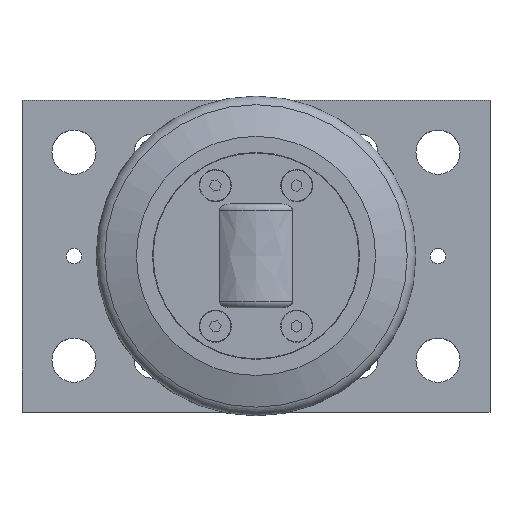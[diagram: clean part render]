
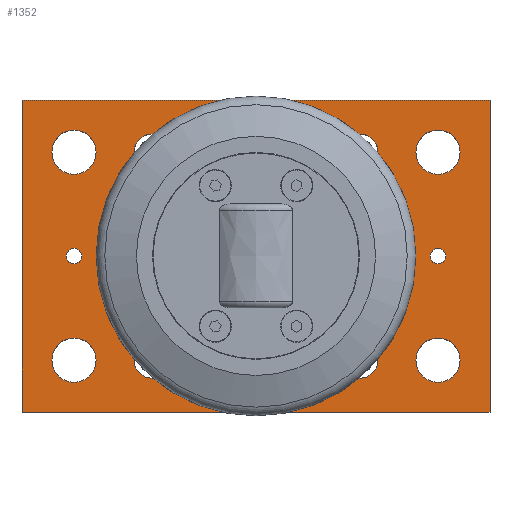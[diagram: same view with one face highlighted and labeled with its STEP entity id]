
A CAD part, top view. The second image highlights one B-rep face of the part: STEP entity #1352.
In plain terms, the highlighted planar face has unit normal (0, 0, 1).
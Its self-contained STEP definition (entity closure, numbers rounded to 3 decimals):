
#56=FACE_BOUND('',#274,.T.);
#57=FACE_BOUND('',#275,.T.);
#58=FACE_BOUND('',#276,.T.);
#59=FACE_BOUND('',#277,.T.);
#60=FACE_BOUND('',#278,.T.);
#61=FACE_BOUND('',#279,.T.);
#62=FACE_BOUND('',#280,.T.);
#63=FACE_BOUND('',#281,.T.);
#64=FACE_BOUND('',#282,.T.);
#65=FACE_BOUND('',#283,.T.);
#66=FACE_BOUND('',#284,.T.);
#117=CIRCLE('',#1478,39.5);
#118=CIRCLE('',#1480,6.918);
#119=CIRCLE('',#1481,6.918);
#120=CIRCLE('',#1482,6.918);
#121=CIRCLE('',#1483,6.918);
#122=CIRCLE('',#1484,6.918);
#123=CIRCLE('',#1485,6.918);
#124=CIRCLE('',#1486,6.918);
#125=CIRCLE('',#1487,6.918);
#126=CIRCLE('',#1488,8.5);
#127=CIRCLE('',#1489,8.5);
#128=CIRCLE('',#1490,8.5);
#129=CIRCLE('',#1491,8.5);
#130=CIRCLE('',#1492,3.);
#131=CIRCLE('',#1493,3.);
#194=FACE_OUTER_BOUND('',#273,.T.);
#273=EDGE_LOOP('',(#1051,#1052,#1053,#1054));
#274=EDGE_LOOP('',(#1055,#1056));
#275=EDGE_LOOP('',(#1057,#1058));
#276=EDGE_LOOP('',(#1059,#1060));
#277=EDGE_LOOP('',(#1061,#1062));
#278=EDGE_LOOP('',(#1063));
#279=EDGE_LOOP('',(#1064));
#280=EDGE_LOOP('',(#1065));
#281=EDGE_LOOP('',(#1066));
#282=EDGE_LOOP('',(#1067));
#283=EDGE_LOOP('',(#1068));
#284=EDGE_LOOP('',(#1069));
#403=LINE('',#2197,#513);
#404=LINE('',#2199,#514);
#405=LINE('',#2201,#515);
#406=LINE('',#2202,#516);
#513=VECTOR('',#1759,10.);
#514=VECTOR('',#1760,10.);
#515=VECTOR('',#1761,10.);
#516=VECTOR('',#1762,10.);
#628=VERTEX_POINT('',#2191);
#629=VERTEX_POINT('',#2195);
#630=VERTEX_POINT('',#2196);
#631=VERTEX_POINT('',#2198);
#632=VERTEX_POINT('',#2200);
#633=VERTEX_POINT('',#2203);
#634=VERTEX_POINT('',#2204);
#635=VERTEX_POINT('',#2207);
#636=VERTEX_POINT('',#2208);
#637=VERTEX_POINT('',#2211);
#638=VERTEX_POINT('',#2212);
#639=VERTEX_POINT('',#2215);
#640=VERTEX_POINT('',#2216);
#641=VERTEX_POINT('',#2219);
#642=VERTEX_POINT('',#2221);
#643=VERTEX_POINT('',#2223);
#644=VERTEX_POINT('',#2225);
#645=VERTEX_POINT('',#2227);
#646=VERTEX_POINT('',#2229);
#790=EDGE_CURVE('',#628,#628,#117,.T.);
#791=EDGE_CURVE('',#629,#630,#403,.T.);
#792=EDGE_CURVE('',#631,#629,#404,.T.);
#793=EDGE_CURVE('',#632,#631,#405,.T.);
#794=EDGE_CURVE('',#630,#632,#406,.T.);
#795=EDGE_CURVE('',#633,#634,#118,.T.);
#796=EDGE_CURVE('',#634,#633,#119,.T.);
#797=EDGE_CURVE('',#635,#636,#120,.T.);
#798=EDGE_CURVE('',#636,#635,#121,.T.);
#799=EDGE_CURVE('',#637,#638,#122,.T.);
#800=EDGE_CURVE('',#638,#637,#123,.T.);
#801=EDGE_CURVE('',#639,#640,#124,.T.);
#802=EDGE_CURVE('',#640,#639,#125,.T.);
#803=EDGE_CURVE('',#641,#641,#126,.T.);
#804=EDGE_CURVE('',#642,#642,#127,.T.);
#805=EDGE_CURVE('',#643,#643,#128,.T.);
#806=EDGE_CURVE('',#644,#644,#129,.T.);
#807=EDGE_CURVE('',#645,#645,#130,.T.);
#808=EDGE_CURVE('',#646,#646,#131,.T.);
#1051=ORIENTED_EDGE('',*,*,#791,.F.);
#1052=ORIENTED_EDGE('',*,*,#792,.F.);
#1053=ORIENTED_EDGE('',*,*,#793,.F.);
#1054=ORIENTED_EDGE('',*,*,#794,.F.);
#1055=ORIENTED_EDGE('',*,*,#795,.T.);
#1056=ORIENTED_EDGE('',*,*,#796,.T.);
#1057=ORIENTED_EDGE('',*,*,#797,.T.);
#1058=ORIENTED_EDGE('',*,*,#798,.T.);
#1059=ORIENTED_EDGE('',*,*,#799,.T.);
#1060=ORIENTED_EDGE('',*,*,#800,.T.);
#1061=ORIENTED_EDGE('',*,*,#801,.T.);
#1062=ORIENTED_EDGE('',*,*,#802,.T.);
#1063=ORIENTED_EDGE('',*,*,#803,.T.);
#1064=ORIENTED_EDGE('',*,*,#804,.T.);
#1065=ORIENTED_EDGE('',*,*,#805,.T.);
#1066=ORIENTED_EDGE('',*,*,#806,.T.);
#1067=ORIENTED_EDGE('',*,*,#807,.T.);
#1068=ORIENTED_EDGE('',*,*,#808,.T.);
#1069=ORIENTED_EDGE('',*,*,#790,.T.);
#1298=PLANE('',#1479);
#1352=ADVANCED_FACE('',(#194,#56,#57,#58,#59,#60,#61,#62,#63,#64,#65,#66),
#1298,.T.);
#1478=AXIS2_PLACEMENT_3D('',#2193,#1755,#1756);
#1479=AXIS2_PLACEMENT_3D('',#2194,#1757,#1758);
#1480=AXIS2_PLACEMENT_3D('',#2205,#1763,#1764);
#1481=AXIS2_PLACEMENT_3D('',#2206,#1765,#1766);
#1482=AXIS2_PLACEMENT_3D('',#2209,#1767,#1768);
#1483=AXIS2_PLACEMENT_3D('',#2210,#1769,#1770);
#1484=AXIS2_PLACEMENT_3D('',#2213,#1771,#1772);
#1485=AXIS2_PLACEMENT_3D('',#2214,#1773,#1774);
#1486=AXIS2_PLACEMENT_3D('',#2217,#1775,#1776);
#1487=AXIS2_PLACEMENT_3D('',#2218,#1777,#1778);
#1488=AXIS2_PLACEMENT_3D('',#2220,#1779,#1780);
#1489=AXIS2_PLACEMENT_3D('',#2222,#1781,#1782);
#1490=AXIS2_PLACEMENT_3D('',#2224,#1783,#1784);
#1491=AXIS2_PLACEMENT_3D('',#2226,#1785,#1786);
#1492=AXIS2_PLACEMENT_3D('',#2228,#1787,#1788);
#1493=AXIS2_PLACEMENT_3D('',#2230,#1789,#1790);
#1755=DIRECTION('center_axis',(0.,0.,-1.));
#1756=DIRECTION('ref_axis',(0.,-1.,0.));
#1757=DIRECTION('center_axis',(0.,0.,1.));
#1758=DIRECTION('ref_axis',(1.,0.,0.));
#1759=DIRECTION('',(0.,1.,0.));
#1760=DIRECTION('',(-1.,0.,0.));
#1761=DIRECTION('',(0.,-1.,0.));
#1762=DIRECTION('',(1.,0.,0.));
#1763=DIRECTION('center_axis',(0.,0.,-1.));
#1764=DIRECTION('ref_axis',(1.,0.,0.));
#1765=DIRECTION('center_axis',(0.,0.,-1.));
#1766=DIRECTION('ref_axis',(1.,0.,0.));
#1767=DIRECTION('center_axis',(0.,0.,-1.));
#1768=DIRECTION('ref_axis',(1.,0.,0.));
#1769=DIRECTION('center_axis',(0.,0.,-1.));
#1770=DIRECTION('ref_axis',(1.,0.,0.));
#1771=DIRECTION('center_axis',(0.,0.,-1.));
#1772=DIRECTION('ref_axis',(1.,0.,0.));
#1773=DIRECTION('center_axis',(0.,0.,-1.));
#1774=DIRECTION('ref_axis',(1.,0.,0.));
#1775=DIRECTION('center_axis',(0.,0.,-1.));
#1776=DIRECTION('ref_axis',(1.,0.,0.));
#1777=DIRECTION('center_axis',(0.,0.,-1.));
#1778=DIRECTION('ref_axis',(1.,0.,0.));
#1779=DIRECTION('center_axis',(0.,0.,-1.));
#1780=DIRECTION('ref_axis',(-1.,0.,0.));
#1781=DIRECTION('center_axis',(0.,0.,-1.));
#1782=DIRECTION('ref_axis',(-1.,0.,0.));
#1783=DIRECTION('center_axis',(0.,0.,-1.));
#1784=DIRECTION('ref_axis',(-1.,0.,0.));
#1785=DIRECTION('center_axis',(0.,0.,-1.));
#1786=DIRECTION('ref_axis',(-1.,0.,0.));
#1787=DIRECTION('center_axis',(0.,0.,-1.));
#1788=DIRECTION('ref_axis',(-1.,0.,0.));
#1789=DIRECTION('center_axis',(0.,0.,-1.));
#1790=DIRECTION('ref_axis',(-1.,0.,0.));
#2191=CARTESIAN_POINT('',(90.,99.5,20.));
#2193=CARTESIAN_POINT('Origin',(90.,60.,20.));
#2194=CARTESIAN_POINT('Origin',(90.,60.,20.));
#2195=CARTESIAN_POINT('',(0.,0.,20.));
#2196=CARTESIAN_POINT('',(0.,120.,20.));
#2197=CARTESIAN_POINT('',(0.,120.,20.));
#2198=CARTESIAN_POINT('',(180.,0.,20.));
#2199=CARTESIAN_POINT('',(0.,0.,20.));
#2200=CARTESIAN_POINT('',(180.,120.,20.));
#2201=CARTESIAN_POINT('',(180.,0.,20.));
#2202=CARTESIAN_POINT('',(180.,120.,20.));
#2203=CARTESIAN_POINT('',(56.918,20.,20.));
#2204=CARTESIAN_POINT('',(43.083,20.,20.));
#2205=CARTESIAN_POINT('Origin',(50.,20.,20.));
#2206=CARTESIAN_POINT('Origin',(50.,20.,20.));
#2207=CARTESIAN_POINT('',(136.918,20.,20.));
#2208=CARTESIAN_POINT('',(123.083,20.,20.));
#2209=CARTESIAN_POINT('Origin',(130.,20.,20.));
#2210=CARTESIAN_POINT('Origin',(130.,20.,20.));
#2211=CARTESIAN_POINT('',(136.918,100.,20.));
#2212=CARTESIAN_POINT('',(123.083,100.,20.));
#2213=CARTESIAN_POINT('Origin',(130.,100.,20.));
#2214=CARTESIAN_POINT('Origin',(130.,100.,20.));
#2215=CARTESIAN_POINT('',(56.918,100.,20.));
#2216=CARTESIAN_POINT('',(43.083,100.,20.));
#2217=CARTESIAN_POINT('Origin',(50.,100.,20.));
#2218=CARTESIAN_POINT('Origin',(50.,100.,20.));
#2219=CARTESIAN_POINT('',(28.5,20.,20.));
#2220=CARTESIAN_POINT('Origin',(20.,20.,20.));
#2221=CARTESIAN_POINT('',(28.5,100.,20.));
#2222=CARTESIAN_POINT('Origin',(20.,100.,20.));
#2223=CARTESIAN_POINT('',(168.5,20.,20.));
#2224=CARTESIAN_POINT('Origin',(160.,20.,20.));
#2225=CARTESIAN_POINT('',(168.5,100.,20.));
#2226=CARTESIAN_POINT('Origin',(160.,100.,20.));
#2227=CARTESIAN_POINT('',(163.,60.,20.));
#2228=CARTESIAN_POINT('Origin',(160.,60.,20.));
#2229=CARTESIAN_POINT('',(23.,60.,20.));
#2230=CARTESIAN_POINT('Origin',(20.,60.,20.));
